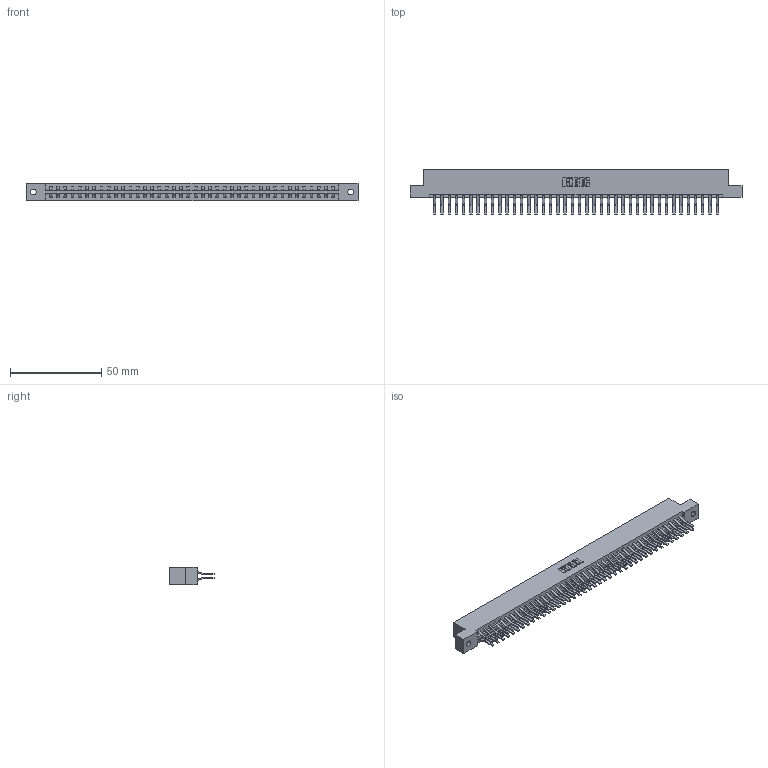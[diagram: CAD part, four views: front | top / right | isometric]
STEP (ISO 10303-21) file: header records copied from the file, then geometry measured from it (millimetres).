
FILE_DESCRIPTION (( 'STEP AP203' ), '1' );
FILE_NAME ('387-080-560-202.STEP', '2019-10-22T22:58:08', ( '' ), ( '' ), 'SwSTEP 2.0', 'SolidWorks 2016', '' );
FILE_SCHEMA (( 'CONFIG_CONTROL_DESIGN' ));
Length unit declared in the file: inch
Products named in the file (3): 337 Part_Flush Mounting Lugs - 0.128 Dia; 387-080-560-202; 345-292-001_560 Tail
Assembly tree (81 placements, depth 2):
  387-080-560-202
    337 Part_Flush Mounting Lugs - 0.128 Dia
    345-292-001_560 Tail  x80
Bounding box: 181.51 x 24.78 x 9.4 mm (x, y, z)
Volume: 19589.9 mm3; surface area: 23371.9 mm2
Topology: 81 solids, 81 shells, 4594 faces, 13671 edges, 9006 vertices
Faces by surface type: plane 3110, cylinder 1484
Entity records: 31363 total; most frequent: CARTESIAN_POINT 5286, ORIENTED_EDGE 5222, DIRECTION 4503, EDGE_CURVE 2611, VECTOR 2479, LINE 2479, VERTEX_POINT 1738, AXIS2_PLACEMENT_3D 1012
